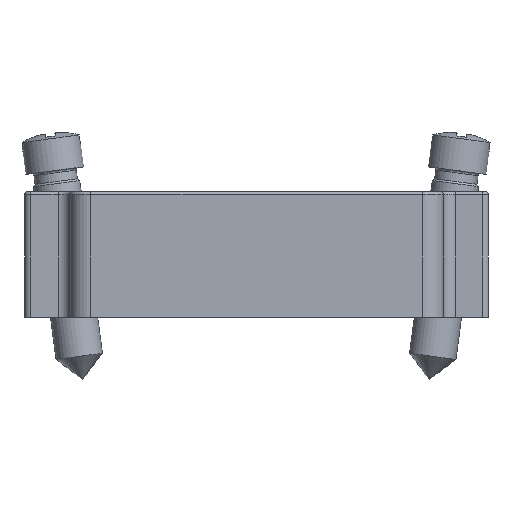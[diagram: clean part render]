
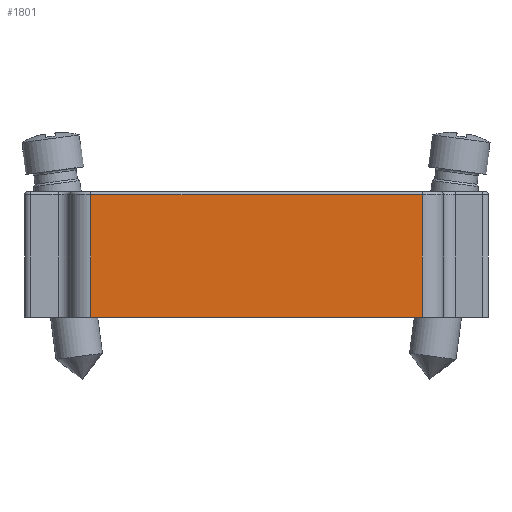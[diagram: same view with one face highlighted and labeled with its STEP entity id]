
A CAD part, front view. The second image highlights one B-rep face of the part: STEP entity #1801.
In plain terms, the highlighted planar face has unit normal (0, -1, 0).
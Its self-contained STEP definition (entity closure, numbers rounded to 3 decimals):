
#196=CARTESIAN_POINT('',(14.967,-4.857,10.5));
#197=VERTEX_POINT('',#196);
#215=CARTESIAN_POINT('',(-13.333,-4.857,10.5));
#216=VERTEX_POINT('',#215);
#224=CARTESIAN_POINT('',(-13.333,-4.857,10.5));
#225=DIRECTION('',(1.0,0.0,0.0));
#226=VECTOR('',#225,28.3);
#227=LINE('',#224,#226);
#228=EDGE_CURVE('',#216,#197,#227,.T.);
#1759=CARTESIAN_POINT('',(14.967,-4.857,0.0));
#1760=VERTEX_POINT('',#1759);
#1761=CARTESIAN_POINT('',(14.967,-4.857,0.0));
#1762=DIRECTION('',(0.0,0.0,1.0));
#1763=VECTOR('',#1762,10.5);
#1764=LINE('',#1761,#1763);
#1765=EDGE_CURVE('',#1760,#197,#1764,.T.);
#1778=CARTESIAN_POINT('',(14.967,-4.857,0.0));
#1779=DIRECTION('',(0.0,-1.0,0.0));
#1780=DIRECTION('',(0.0,0.0,-1.0));
#1781=AXIS2_PLACEMENT_3D('',#1778,#1779,#1780);
#1782=PLANE('',#1781);
#1783=ORIENTED_EDGE('',*,*,#228,.F.);
#1784=CARTESIAN_POINT('',(-13.333,-4.857,0.0));
#1785=VERTEX_POINT('',#1784);
#1786=CARTESIAN_POINT('',(-13.333,-4.857,0.0));
#1787=DIRECTION('',(0.0,0.0,1.0));
#1788=VECTOR('',#1787,10.5);
#1789=LINE('',#1786,#1788);
#1790=EDGE_CURVE('',#1785,#216,#1789,.T.);
#1791=ORIENTED_EDGE('',*,*,#1790,.F.);
#1792=CARTESIAN_POINT('',(-13.333,-4.857,0.0));
#1793=DIRECTION('',(1.0,0.0,0.0));
#1794=VECTOR('',#1793,28.3);
#1795=LINE('',#1792,#1794);
#1796=EDGE_CURVE('',#1785,#1760,#1795,.T.);
#1797=ORIENTED_EDGE('',*,*,#1796,.T.);
#1798=ORIENTED_EDGE('',*,*,#1765,.T.);
#1799=EDGE_LOOP('',(#1783,#1791,#1797,#1798));
#1800=FACE_OUTER_BOUND('',#1799,.T.);
#1801=ADVANCED_FACE('',(#1800),#1782,.T.);
